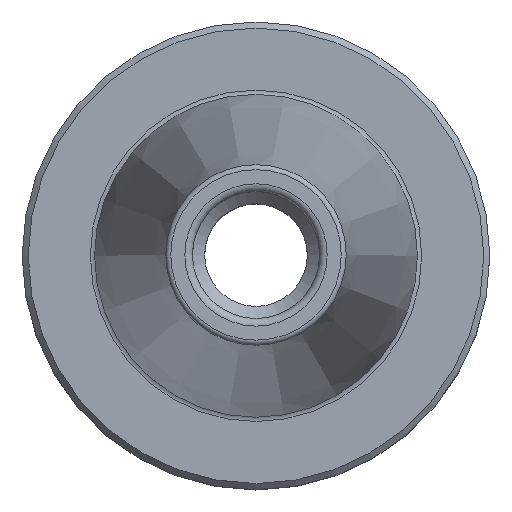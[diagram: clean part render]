
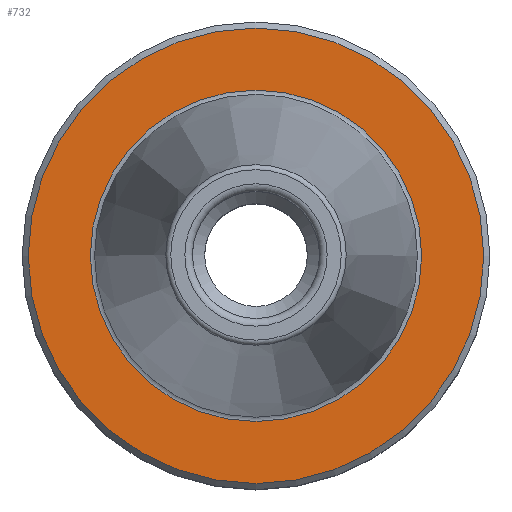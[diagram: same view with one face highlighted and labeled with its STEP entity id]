
A CAD part, top view. The second image highlights one B-rep face of the part: STEP entity #732.
In plain terms, the highlighted planar face has unit normal (0, 0, 1).
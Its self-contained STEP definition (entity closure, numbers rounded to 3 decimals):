
#92=ORIENTED_EDGE('',*,*,#175,.T.);
#93=ORIENTED_EDGE('',*,*,#179,.F.);
#175=EDGE_CURVE('',#224,#224,#267,.T.);
#179=EDGE_CURVE('',#228,#228,#271,.T.);
#224=VERTEX_POINT('',#1020);
#228=VERTEX_POINT('',#1032);
#267=CIRCLE('',#784,22.4);
#271=CIRCLE('',#792,16.294);
#319=EDGE_LOOP('',(#92));
#320=EDGE_LOOP('',(#93));
#391=FACE_BOUND('',#319,.T.);
#392=FACE_BOUND('',#320,.T.);
#440=PLANE('',#791);
#732=ADVANCED_FACE('',(#391,#392),#440,.T.);
#784=AXIS2_PLACEMENT_3D('',#1019,#880,#881);
#791=AXIS2_PLACEMENT_3D('',#1030,#894,#895);
#792=AXIS2_PLACEMENT_3D('',#1031,#896,#897);
#880=DIRECTION('',(0.,0.,1.));
#881=DIRECTION('',(1.,0.,0.));
#894=DIRECTION('',(0.,0.,1.));
#895=DIRECTION('',(1.,0.,0.));
#896=DIRECTION('',(0.,0.,1.));
#897=DIRECTION('',(1.,0.,0.));
#1019=CARTESIAN_POINT('',(0.,0.,-2.));
#1020=CARTESIAN_POINT('',(22.4,0.,-2.));
#1030=CARTESIAN_POINT('',(16.294,0.,-2.));
#1031=CARTESIAN_POINT('',(0.,0.,-2.));
#1032=CARTESIAN_POINT('',(16.294,0.,-2.));
